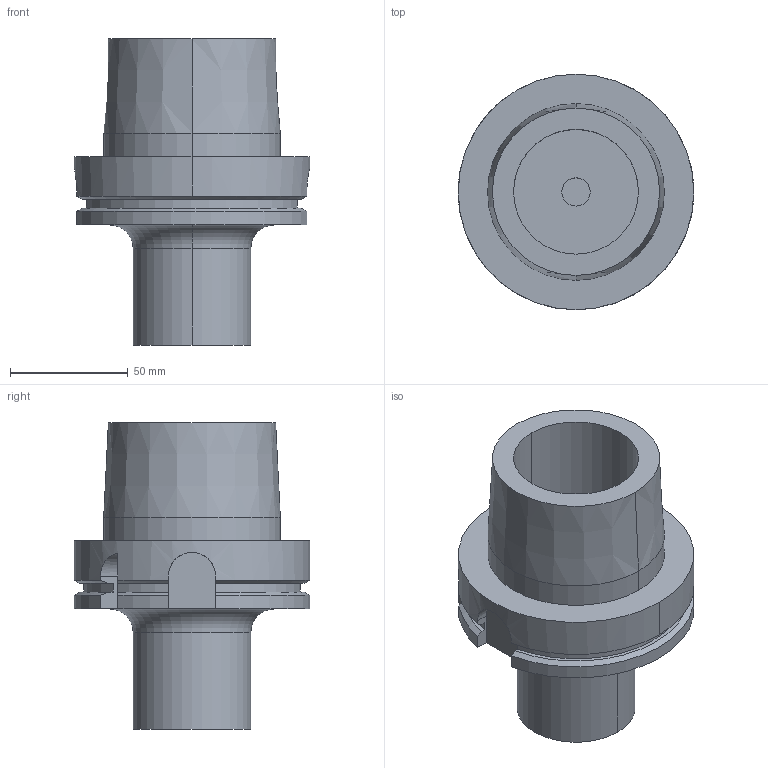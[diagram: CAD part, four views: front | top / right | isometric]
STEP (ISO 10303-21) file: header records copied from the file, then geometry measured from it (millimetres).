
FILE_DESCRIPTION((''),'2;1');
FILE_NAME('8420025055','2021-10-12T12:17:17',('thiemer'),(''),'CREO PARAMETRIC BY PTC INC, 2021164','CREO PARAMETRIC BY PTC INC, 2021164','');
FILE_SCHEMA(('AP242_MANAGED_MODEL_BASED_3D_ENGINEERING_MIM_LF { 1 0 10303 442 1 1 4 }'));
Length unit declared in the file: millimetre
Products named in the file (1): 8420025055
Bounding box: 100 x 100 x 130 mm (x, y, z)
Volume: 400159.9 mm3; surface area: 57186 mm2
Topology: 1 solids, 1 shells, 54 faces, 137 edges, 90 vertices
Faces by surface type: plane 22, cylinder 22, cone 8, torus 2
Entity records: 2408 total; most frequent: CARTESIAN_POINT 407, DIRECTION 319, ORIENTED_EDGE 274, PRESENTATION_STYLE_ASSIGNMENT 145, STYLED_ITEM 145, CURVE_STYLE 144, EDGE_CURVE 137, AXIS2_PLACEMENT_3D 125
